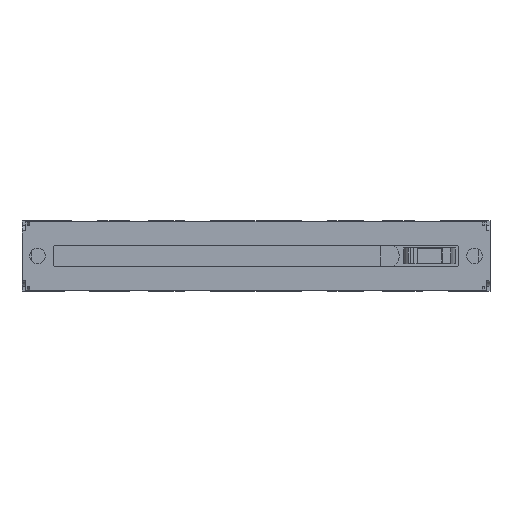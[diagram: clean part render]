
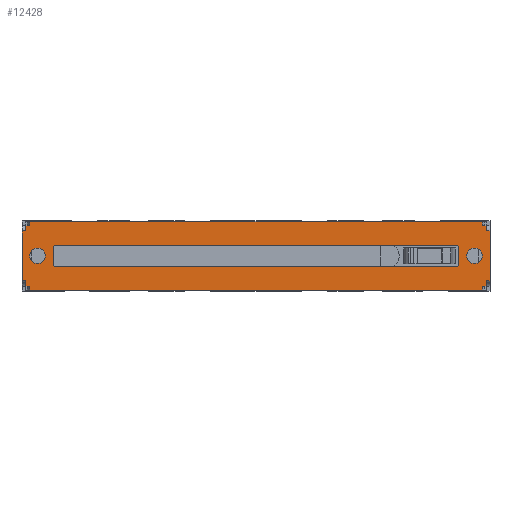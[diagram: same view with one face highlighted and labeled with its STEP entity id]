
A CAD part, top view. The second image highlights one B-rep face of the part: STEP entity #12428.
In plain terms, the highlighted planar face has unit normal (0, 0, 1).
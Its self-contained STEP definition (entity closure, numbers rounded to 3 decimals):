
#153=FACE_BOUND('',#1109,.T.);
#154=FACE_BOUND('',#1110,.T.);
#155=FACE_BOUND('',#1111,.T.);
#259=CIRCLE('',#13110,1.);
#260=CIRCLE('',#13111,1.);
#261=CIRCLE('',#13112,0.4);
#262=CIRCLE('',#13113,0.4);
#263=CIRCLE('',#13114,0.4);
#264=CIRCLE('',#13115,0.4);
#451=FACE_OUTER_BOUND('',#1108,.T.);
#1108=EDGE_LOOP('',(#8378,#8379,#8380,#8381,#8382,#8383,#8384,#8385,#8386,
#8387,#8388,#8389,#8390,#8391,#8392,#8393,#8394,#8395,#8396,#8397));
#1109=EDGE_LOOP('',(#8398));
#1110=EDGE_LOOP('',(#8399));
#1111=EDGE_LOOP('',(#8400,#8401,#8402,#8403,#8404,#8405,#8406,#8407));
#1934=LINE('',#17625,#3575);
#1987=LINE('',#17729,#3628);
#1988=LINE('',#17731,#3629);
#1989=LINE('',#17733,#3630);
#1990=LINE('',#17735,#3631);
#1991=LINE('',#17737,#3632);
#1992=LINE('',#17739,#3633);
#1993=LINE('',#17741,#3634);
#1994=LINE('',#17743,#3635);
#1995=LINE('',#17745,#3636);
#1996=LINE('',#17746,#3637);
#1997=LINE('',#17748,#3638);
#1998=LINE('',#17750,#3639);
#1999=LINE('',#17752,#3640);
#2000=LINE('',#17754,#3641);
#2001=LINE('',#17756,#3642);
#2002=LINE('',#17758,#3643);
#2003=LINE('',#17760,#3644);
#2004=LINE('',#17762,#3645);
#2005=LINE('',#17763,#3646);
#2006=LINE('',#17770,#3647);
#2007=LINE('',#17774,#3648);
#2008=LINE('',#17778,#3649);
#2009=LINE('',#17782,#3650);
#3575=VECTOR('',#14077,58.);
#3628=VECTOR('',#14136,58.);
#3629=VECTOR('',#14137,0.5);
#3630=VECTOR('',#14138,0.5);
#3631=VECTOR('',#14139,0.7);
#3632=VECTOR('',#14140,0.5);
#3633=VECTOR('',#14141,6.4);
#3634=VECTOR('',#14142,0.5);
#3635=VECTOR('',#14143,0.7);
#3636=VECTOR('',#14144,0.5);
#3637=VECTOR('',#14145,0.5);
#3638=VECTOR('',#14146,0.5);
#3639=VECTOR('',#14147,0.5);
#3640=VECTOR('',#14148,0.7);
#3641=VECTOR('',#14149,0.5);
#3642=VECTOR('',#14150,6.4);
#3643=VECTOR('',#14151,0.5);
#3644=VECTOR('',#14152,0.7);
#3645=VECTOR('',#14153,0.5);
#3646=VECTOR('',#14154,0.5);
#3647=VECTOR('',#14159,51.2);
#3648=VECTOR('',#14162,2.);
#3649=VECTOR('',#14165,51.2);
#3650=VECTOR('',#14168,2.);
#5213=VERTEX_POINT('',#17623);
#5214=VERTEX_POINT('',#17624);
#5261=VERTEX_POINT('',#17727);
#5262=VERTEX_POINT('',#17728);
#5263=VERTEX_POINT('',#17730);
#5264=VERTEX_POINT('',#17732);
#5265=VERTEX_POINT('',#17734);
#5266=VERTEX_POINT('',#17736);
#5267=VERTEX_POINT('',#17738);
#5268=VERTEX_POINT('',#17740);
#5269=VERTEX_POINT('',#17742);
#5270=VERTEX_POINT('',#17744);
#5271=VERTEX_POINT('',#17747);
#5272=VERTEX_POINT('',#17749);
#5273=VERTEX_POINT('',#17751);
#5274=VERTEX_POINT('',#17753);
#5275=VERTEX_POINT('',#17755);
#5276=VERTEX_POINT('',#17757);
#5277=VERTEX_POINT('',#17759);
#5278=VERTEX_POINT('',#17761);
#5279=VERTEX_POINT('',#17764);
#5280=VERTEX_POINT('',#17766);
#5281=VERTEX_POINT('',#17768);
#5282=VERTEX_POINT('',#17769);
#5283=VERTEX_POINT('',#17771);
#5284=VERTEX_POINT('',#17773);
#5285=VERTEX_POINT('',#17775);
#5286=VERTEX_POINT('',#17777);
#5287=VERTEX_POINT('',#17779);
#5288=VERTEX_POINT('',#17781);
#6439=EDGE_CURVE('',#5213,#5214,#1934,.T.);
#6494=EDGE_CURVE('',#5261,#5262,#1987,.T.);
#6495=EDGE_CURVE('',#5263,#5261,#1988,.T.);
#6496=EDGE_CURVE('',#5264,#5263,#1989,.T.);
#6497=EDGE_CURVE('',#5265,#5264,#1990,.T.);
#6498=EDGE_CURVE('',#5266,#5265,#1991,.T.);
#6499=EDGE_CURVE('',#5266,#5267,#1992,.T.);
#6500=EDGE_CURVE('',#5268,#5267,#1993,.T.);
#6501=EDGE_CURVE('',#5269,#5268,#1994,.T.);
#6502=EDGE_CURVE('',#5270,#5269,#1995,.T.);
#6503=EDGE_CURVE('',#5214,#5270,#1996,.T.);
#6504=EDGE_CURVE('',#5271,#5213,#1997,.T.);
#6505=EDGE_CURVE('',#5272,#5271,#1998,.T.);
#6506=EDGE_CURVE('',#5273,#5272,#1999,.T.);
#6507=EDGE_CURVE('',#5274,#5273,#2000,.T.);
#6508=EDGE_CURVE('',#5274,#5275,#2001,.T.);
#6509=EDGE_CURVE('',#5276,#5275,#2002,.T.);
#6510=EDGE_CURVE('',#5277,#5276,#2003,.T.);
#6511=EDGE_CURVE('',#5278,#5277,#2004,.T.);
#6512=EDGE_CURVE('',#5262,#5278,#2005,.T.);
#6513=EDGE_CURVE('',#5279,#5279,#259,.T.);
#6514=EDGE_CURVE('',#5280,#5280,#260,.T.);
#6515=EDGE_CURVE('',#5281,#5282,#2006,.T.);
#6516=EDGE_CURVE('',#5282,#5283,#261,.T.);
#6517=EDGE_CURVE('',#5284,#5283,#2007,.T.);
#6518=EDGE_CURVE('',#5284,#5285,#262,.T.);
#6519=EDGE_CURVE('',#5285,#5286,#2008,.T.);
#6520=EDGE_CURVE('',#5286,#5287,#263,.T.);
#6521=EDGE_CURVE('',#5288,#5287,#2009,.T.);
#6522=EDGE_CURVE('',#5288,#5281,#264,.T.);
#8378=ORIENTED_EDGE('',*,*,#6494,.F.);
#8379=ORIENTED_EDGE('',*,*,#6495,.F.);
#8380=ORIENTED_EDGE('',*,*,#6496,.F.);
#8381=ORIENTED_EDGE('',*,*,#6497,.F.);
#8382=ORIENTED_EDGE('',*,*,#6498,.F.);
#8383=ORIENTED_EDGE('',*,*,#6499,.T.);
#8384=ORIENTED_EDGE('',*,*,#6500,.F.);
#8385=ORIENTED_EDGE('',*,*,#6501,.F.);
#8386=ORIENTED_EDGE('',*,*,#6502,.F.);
#8387=ORIENTED_EDGE('',*,*,#6503,.F.);
#8388=ORIENTED_EDGE('',*,*,#6439,.F.);
#8389=ORIENTED_EDGE('',*,*,#6504,.F.);
#8390=ORIENTED_EDGE('',*,*,#6505,.F.);
#8391=ORIENTED_EDGE('',*,*,#6506,.F.);
#8392=ORIENTED_EDGE('',*,*,#6507,.F.);
#8393=ORIENTED_EDGE('',*,*,#6508,.T.);
#8394=ORIENTED_EDGE('',*,*,#6509,.F.);
#8395=ORIENTED_EDGE('',*,*,#6510,.F.);
#8396=ORIENTED_EDGE('',*,*,#6511,.F.);
#8397=ORIENTED_EDGE('',*,*,#6512,.F.);
#8398=ORIENTED_EDGE('',*,*,#6513,.T.);
#8399=ORIENTED_EDGE('',*,*,#6514,.T.);
#8400=ORIENTED_EDGE('',*,*,#6515,.T.);
#8401=ORIENTED_EDGE('',*,*,#6516,.T.);
#8402=ORIENTED_EDGE('',*,*,#6517,.F.);
#8403=ORIENTED_EDGE('',*,*,#6518,.T.);
#8404=ORIENTED_EDGE('',*,*,#6519,.T.);
#8405=ORIENTED_EDGE('',*,*,#6520,.T.);
#8406=ORIENTED_EDGE('',*,*,#6521,.F.);
#8407=ORIENTED_EDGE('',*,*,#6522,.T.);
#11880=PLANE('',#13109);
#12428=ADVANCED_FACE('',(#451,#153,#154,#155),#11880,.T.);
#13109=AXIS2_PLACEMENT_3D('',#17726,#14134,#14135);
#13110=AXIS2_PLACEMENT_3D('',#17765,#14155,#14156);
#13111=AXIS2_PLACEMENT_3D('',#17767,#14157,#14158);
#13112=AXIS2_PLACEMENT_3D('',#17772,#14160,#14161);
#13113=AXIS2_PLACEMENT_3D('',#17776,#14163,#14164);
#13114=AXIS2_PLACEMENT_3D('',#17780,#14166,#14167);
#13115=AXIS2_PLACEMENT_3D('',#17783,#14169,#14170);
#14077=DIRECTION('',(1.,0.,0.));
#14134=DIRECTION('center_axis',(0.,0.,1.));
#14135=DIRECTION('ref_axis',(1.,0.,0.));
#14136=DIRECTION('',(-1.,0.,0.));
#14137=DIRECTION('',(0.,-1.,0.));
#14138=DIRECTION('',(-1.,0.,0.));
#14139=DIRECTION('',(0.,-1.,0.));
#14140=DIRECTION('',(-1.,0.,0.));
#14141=DIRECTION('',(0.,1.,0.));
#14142=DIRECTION('',(1.,0.,0.));
#14143=DIRECTION('',(0.,-1.,0.));
#14144=DIRECTION('',(1.,0.,0.));
#14145=DIRECTION('',(0.,-1.,0.));
#14146=DIRECTION('',(0.,1.,0.));
#14147=DIRECTION('',(1.,0.,0.));
#14148=DIRECTION('',(0.,1.,0.));
#14149=DIRECTION('',(1.,0.,0.));
#14150=DIRECTION('',(0.,-1.,0.));
#14151=DIRECTION('',(-1.,0.,0.));
#14152=DIRECTION('',(0.,1.,0.));
#14153=DIRECTION('',(-1.,0.,0.));
#14154=DIRECTION('',(0.,1.,0.));
#14155=DIRECTION('center_axis',(0.,0.,-1.));
#14156=DIRECTION('ref_axis',(1.,0.,0.));
#14157=DIRECTION('center_axis',(0.,0.,-1.));
#14158=DIRECTION('ref_axis',(1.,0.,0.));
#14159=DIRECTION('',(1.,0.,0.));
#14160=DIRECTION('center_axis',(0.,0.,-1.));
#14161=DIRECTION('ref_axis',(0.,1.,0.));
#14162=DIRECTION('',(0.,1.,0.));
#14163=DIRECTION('center_axis',(0.,0.,-1.));
#14164=DIRECTION('ref_axis',(1.,0.,0.));
#14165=DIRECTION('',(-1.,0.,0.));
#14166=DIRECTION('center_axis',(0.,0.,-1.));
#14167=DIRECTION('ref_axis',(0.,-1.,0.));
#14168=DIRECTION('',(0.,-1.,0.));
#14169=DIRECTION('center_axis',(0.,0.,-1.));
#14170=DIRECTION('ref_axis',(-1.,0.,0.));
#17623=CARTESIAN_POINT('',(-29.,4.4,6.95));
#17624=CARTESIAN_POINT('',(29.,4.4,6.95));
#17625=CARTESIAN_POINT('',(-29.,4.4,6.95));
#17726=CARTESIAN_POINT('Origin',(7.75,0.,6.95));
#17727=CARTESIAN_POINT('',(29.,-4.4,6.95));
#17728=CARTESIAN_POINT('',(-29.,-4.4,6.95));
#17729=CARTESIAN_POINT('',(29.,-4.4,6.95));
#17730=CARTESIAN_POINT('',(29.,-3.9,6.95));
#17731=CARTESIAN_POINT('',(29.,-3.9,6.95));
#17732=CARTESIAN_POINT('',(29.5,-3.9,6.95));
#17733=CARTESIAN_POINT('',(29.5,-3.9,6.95));
#17734=CARTESIAN_POINT('',(29.5,-3.2,6.95));
#17735=CARTESIAN_POINT('',(29.5,-3.2,6.95));
#17736=CARTESIAN_POINT('',(30.,-3.2,6.95));
#17737=CARTESIAN_POINT('',(30.,-3.2,6.95));
#17738=CARTESIAN_POINT('',(30.,3.2,6.95));
#17739=CARTESIAN_POINT('',(30.,-3.2,6.95));
#17740=CARTESIAN_POINT('',(29.5,3.2,6.95));
#17741=CARTESIAN_POINT('',(29.5,3.2,6.95));
#17742=CARTESIAN_POINT('',(29.5,3.9,6.95));
#17743=CARTESIAN_POINT('',(29.5,3.9,6.95));
#17744=CARTESIAN_POINT('',(29.,3.9,6.95));
#17745=CARTESIAN_POINT('',(29.,3.9,6.95));
#17746=CARTESIAN_POINT('',(29.,4.4,6.95));
#17747=CARTESIAN_POINT('',(-29.,3.9,6.95));
#17748=CARTESIAN_POINT('',(-29.,3.9,6.95));
#17749=CARTESIAN_POINT('',(-29.5,3.9,6.95));
#17750=CARTESIAN_POINT('',(-29.5,3.9,6.95));
#17751=CARTESIAN_POINT('',(-29.5,3.2,6.95));
#17752=CARTESIAN_POINT('',(-29.5,3.2,6.95));
#17753=CARTESIAN_POINT('',(-30.,3.2,6.95));
#17754=CARTESIAN_POINT('',(-30.,3.2,6.95));
#17755=CARTESIAN_POINT('',(-30.,-3.2,6.95));
#17756=CARTESIAN_POINT('',(-30.,3.2,6.95));
#17757=CARTESIAN_POINT('',(-29.5,-3.2,6.95));
#17758=CARTESIAN_POINT('',(-29.5,-3.2,6.95));
#17759=CARTESIAN_POINT('',(-29.5,-3.9,6.95));
#17760=CARTESIAN_POINT('',(-29.5,-3.9,6.95));
#17761=CARTESIAN_POINT('',(-29.,-3.9,6.95));
#17762=CARTESIAN_POINT('',(-29.,-3.9,6.95));
#17763=CARTESIAN_POINT('',(-29.,-4.4,6.95));
#17764=CARTESIAN_POINT('',(-27.,0.,6.95));
#17765=CARTESIAN_POINT('Origin',(-28.,0.,6.95));
#17766=CARTESIAN_POINT('',(29.,0.,6.95));
#17767=CARTESIAN_POINT('Origin',(28.,0.,6.95));
#17768=CARTESIAN_POINT('',(-25.6,1.4,6.95));
#17769=CARTESIAN_POINT('',(25.6,1.4,6.95));
#17770=CARTESIAN_POINT('',(-25.6,1.4,6.95));
#17771=CARTESIAN_POINT('',(26.,1.,6.95));
#17772=CARTESIAN_POINT('Origin',(25.6,1.,6.95));
#17773=CARTESIAN_POINT('',(26.,-1.,6.95));
#17774=CARTESIAN_POINT('',(26.,-1.,6.95));
#17775=CARTESIAN_POINT('',(25.6,-1.4,6.95));
#17776=CARTESIAN_POINT('Origin',(25.6,-1.,6.95));
#17777=CARTESIAN_POINT('',(-25.6,-1.4,6.95));
#17778=CARTESIAN_POINT('',(25.6,-1.4,6.95));
#17779=CARTESIAN_POINT('',(-26.,-1.,6.95));
#17780=CARTESIAN_POINT('Origin',(-25.6,-1.,6.95));
#17781=CARTESIAN_POINT('',(-26.,1.,6.95));
#17782=CARTESIAN_POINT('',(-26.,1.,6.95));
#17783=CARTESIAN_POINT('Origin',(-25.6,1.,6.95));
